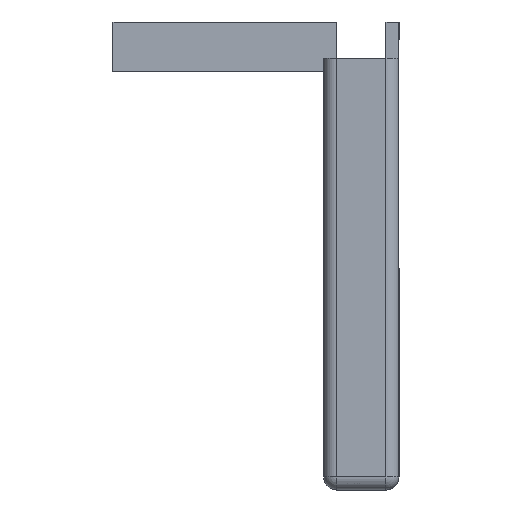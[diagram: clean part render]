
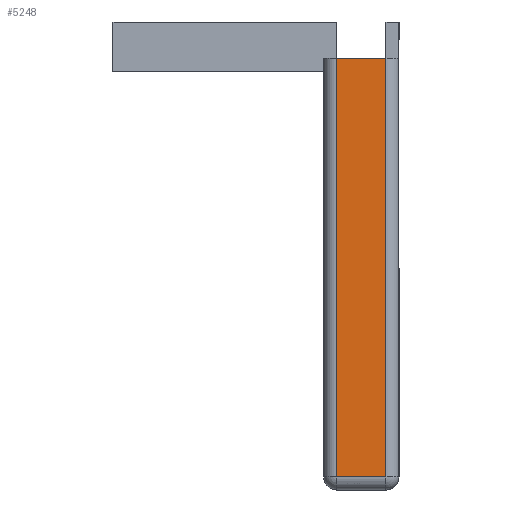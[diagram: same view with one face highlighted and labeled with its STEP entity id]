
A CAD part, left-side view. The second image highlights one B-rep face of the part: STEP entity #5248.
In plain terms, the highlighted planar face has unit normal (-1, 0, 0).
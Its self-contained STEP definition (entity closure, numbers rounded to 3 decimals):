
#5228=AXIS2_PLACEMENT_3D('Plane Axis2P3D',#5225,#5226,#5227) ;
#5159=CARTESIAN_POINT('Vertex',(0.,2.4,16.6)) ;
#5162=CARTESIAN_POINT('Line Origine',(0.,1.45,16.6)) ;
#5166=CARTESIAN_POINT('Vertex',(0.,0.5,16.6)) ;
#5210=CARTESIAN_POINT('Vertex',(0.,2.4,0.5)) ;
#5213=CARTESIAN_POINT('Line Origine',(0.,2.4,8.3)) ;
#5225=CARTESIAN_POINT('Axis2P3D Location',(0.,11.,0.)) ;
#5230=CARTESIAN_POINT('Line Origine',(0.,1.45,0.5)) ;
#5234=CARTESIAN_POINT('Vertex',(0.,0.5,0.5)) ;
#5237=CARTESIAN_POINT('Line Origine',(0.,0.5,8.55)) ;
#5163=DIRECTION('Vector Direction',(0.,-1.,0.)) ;
#5214=DIRECTION('Vector Direction',(0.,0.,-1.)) ;
#5226=DIRECTION('Axis2P3D Direction',(1.,0.,-0.)) ;
#5227=DIRECTION('Axis2P3D XDirection',(0.,0.,1.)) ;
#5231=DIRECTION('Vector Direction',(0.,-1.,0.)) ;
#5238=DIRECTION('Vector Direction',(0.,0.,1.)) ;
#5164=VECTOR('Line Direction',#5163,1.) ;
#5215=VECTOR('Line Direction',#5214,1.) ;
#5232=VECTOR('Line Direction',#5231,1.) ;
#5239=VECTOR('Line Direction',#5238,1.) ;
#5243=ORIENTED_EDGE('',*,*,#5217,.T.) ;
#5244=ORIENTED_EDGE('',*,*,#5236,.F.) ;
#5245=ORIENTED_EDGE('',*,*,#5241,.T.) ;
#5246=ORIENTED_EDGE('',*,*,#5168,.F.) ;
#5248=ADVANCED_FACE('Koerper.2',(#5247),#5229,.F.) ;
#5168=EDGE_CURVE('',#5160,#5167,#5165,.T.) ;
#5217=EDGE_CURVE('',#5160,#5211,#5216,.T.) ;
#5236=EDGE_CURVE('',#5235,#5211,#5233,.F.) ;
#5241=EDGE_CURVE('',#5235,#5167,#5240,.T.) ;
#5242=EDGE_LOOP('',(#5243,#5244,#5245,#5246)) ;
#5247=FACE_OUTER_BOUND('',#5242,.T.) ;
#5165=LINE('Line',#5162,#5164) ;
#5216=LINE('Line',#5213,#5215) ;
#5233=LINE('Line',#5230,#5232) ;
#5240=LINE('Line',#5237,#5239) ;
#5229=PLANE('',#5228) ;
#5160=VERTEX_POINT('',#5159) ;
#5167=VERTEX_POINT('',#5166) ;
#5211=VERTEX_POINT('',#5210) ;
#5235=VERTEX_POINT('',#5234) ;
